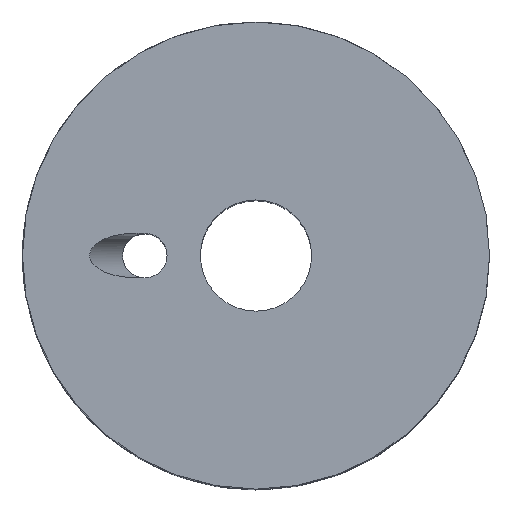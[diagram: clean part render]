
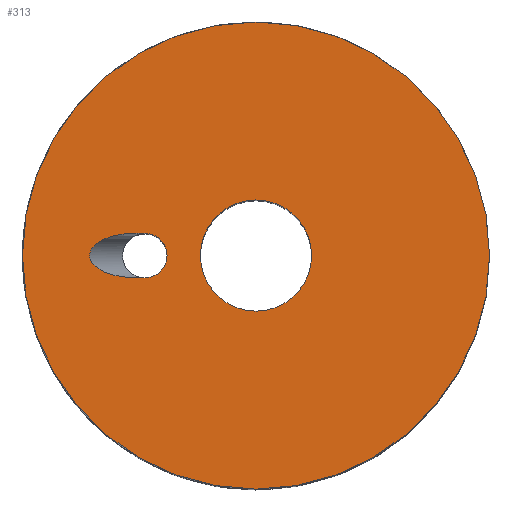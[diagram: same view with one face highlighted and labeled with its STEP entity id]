
A CAD part, top view. The second image highlights one B-rep face of the part: STEP entity #313.
In plain terms, the highlighted planar face has unit normal (0, 0, 1).
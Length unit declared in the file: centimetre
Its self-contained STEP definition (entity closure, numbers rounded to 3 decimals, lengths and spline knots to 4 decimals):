
#48=CIRCLE('',#336,1.05);
#49=CIRCLE('',#337,0.25);
#50=CIRCLE('',#338,0.1);
#61=PLANE('',#335);
#70=FACE_BOUND('',#110,.T.);
#71=FACE_BOUND('',#111,.T.);
#89=FACE_OUTER_BOUND('',#109,.T.);
#109=EDGE_LOOP('',(#229));
#110=EDGE_LOOP('',(#230));
#111=EDGE_LOOP('',(#231,#232));
#145=ELLIPSE('',#334,0.2,0.1);
#157=VERTEX_POINT('',#459);
#158=VERTEX_POINT('',#460);
#161=VERTEX_POINT('',#528);
#162=VERTEX_POINT('',#530);
#187=EDGE_CURVE('',#158,#157,#145,.T.);
#190=EDGE_CURVE('',#161,#161,#48,.T.);
#191=EDGE_CURVE('',#162,#162,#49,.T.);
#192=EDGE_CURVE('',#157,#158,#50,.T.);
#229=ORIENTED_EDGE('',*,*,#190,.T.);
#230=ORIENTED_EDGE('',*,*,#191,.T.);
#231=ORIENTED_EDGE('',*,*,#187,.T.);
#232=ORIENTED_EDGE('',*,*,#192,.T.);
#313=ADVANCED_FACE('',(#89,#70,#71),#61,.T.);
#334=AXIS2_PLACEMENT_3D('',#483,#373,#374);
#335=AXIS2_PLACEMENT_3D('',#527,#375,#376);
#336=AXIS2_PLACEMENT_3D('',#529,#377,#378);
#337=AXIS2_PLACEMENT_3D('',#531,#379,#380);
#338=AXIS2_PLACEMENT_3D('',#532,#381,#382);
#373=DIRECTION('center_axis',(0.,0.,-1.));
#374=DIRECTION('ref_axis',(-1.,0.,0.));
#375=DIRECTION('center_axis',(0.,0.,1.));
#376=DIRECTION('ref_axis',(-1.,0.,0.));
#377=DIRECTION('center_axis',(0.,0.,1.));
#378=DIRECTION('ref_axis',(-1.,0.,0.));
#379=DIRECTION('center_axis',(0.,0.,-1.));
#380=DIRECTION('ref_axis',(-1.,0.,0.));
#381=DIRECTION('center_axis',(0.,0.,-1.));
#382=DIRECTION('ref_axis',(-1.,0.,0.));
#459=CARTESIAN_POINT('',(-0.5154,0.0988,2.3));
#460=CARTESIAN_POINT('',(-0.5161,-0.0987,2.3));
#483=CARTESIAN_POINT('Origin',(-0.5472,0.0001,2.3));
#527=CARTESIAN_POINT('Origin',(0.,0.,2.3));
#528=CARTESIAN_POINT('',(1.05,0.,2.3));
#529=CARTESIAN_POINT('Origin',(0.,0.,2.3));
#530=CARTESIAN_POINT('',(0.25,0.,2.3));
#531=CARTESIAN_POINT('Origin',(0.,0.,2.3));
#532=CARTESIAN_POINT('Origin',(-0.5,0.,2.3));
